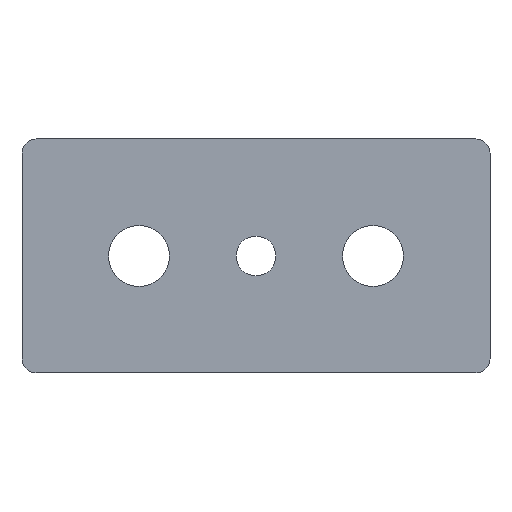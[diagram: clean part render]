
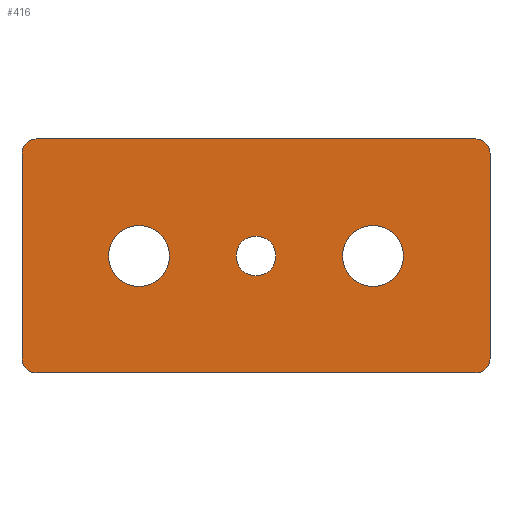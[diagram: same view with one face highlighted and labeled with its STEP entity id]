
A CAD part, front view. The second image highlights one B-rep face of the part: STEP entity #416.
In plain terms, the highlighted planar face has unit normal (0, -1, 0).
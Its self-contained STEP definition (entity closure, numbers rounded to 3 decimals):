
#2 = CARTESIAN_POINT ( 'NONE',  ( -50., 0., -25. ) ) ;
#3 = DIRECTION ( 'NONE',  ( 0., -1., 0. ) ) ;
#4 = DIRECTION ( 'NONE',  ( 0., 0., -1. ) ) ;
#44 = AXIS2_PLACEMENT_3D ( 'NONE', #114, #115, #116 ) ;
#45 = AXIS2_PLACEMENT_3D ( 'NONE', #117, #118, #119 ) ;
#46 = AXIS2_PLACEMENT_3D ( 'NONE', #120, #121, #122 ) ;
#47 = AXIS2_PLACEMENT_3D ( 'NONE', #123, #124, #125 ) ;
#48 = AXIS2_PLACEMENT_3D ( 'NONE', #126, #127, #128 ) ;
#49 = AXIS2_PLACEMENT_3D ( 'NONE', #129, #130, #131 ) ;
#50 = AXIS2_PLACEMENT_3D ( 'NONE', #133, #134, #135 ) ;
#66 = CARTESIAN_POINT ( 'NONE',  ( -50., 0., 25. ) ) ;
#67 = DIRECTION ( 'NONE',  ( 0., 0., 1. ) ) ;
#71 = CARTESIAN_POINT ( 'NONE',  ( -50., 0., 25. ) ) ;
#73 = DIRECTION ( 'NONE',  ( 1., 0., 0. ) ) ;
#79 = CARTESIAN_POINT ( 'NONE',  ( 50., 0., 25. ) ) ;
#80 = DIRECTION ( 'NONE',  ( 0., 0., -1. ) ) ;
#86 = CARTESIAN_POINT ( 'NONE',  ( -50., 0., -25. ) ) ;
#87 = DIRECTION ( 'NONE',  ( -1., 0., 0. ) ) ;
#114 = CARTESIAN_POINT ( 'NONE',  ( 0., 0., 0. ) ) ;
#115 = DIRECTION ( 'NONE',  ( 0., 1., 0. ) ) ;
#116 = DIRECTION ( 'NONE',  ( 0., 0., 1. ) ) ;
#117 = CARTESIAN_POINT ( 'NONE',  ( -25., 0., 0. ) ) ;
#118 = DIRECTION ( 'NONE',  ( 0., -1., 0. ) ) ;
#119 = DIRECTION ( 'NONE',  ( 0., 0., -1. ) ) ;
#120 = CARTESIAN_POINT ( 'NONE',  ( 25., 0., 0. ) ) ;
#121 = DIRECTION ( 'NONE',  ( 0., -1., 0. ) ) ;
#122 = DIRECTION ( 'NONE',  ( 0., 0., -1. ) ) ;
#123 = CARTESIAN_POINT ( 'NONE',  ( -47., 0., -22. ) ) ;
#124 = DIRECTION ( 'NONE',  ( 0., -1., 0. ) ) ;
#125 = DIRECTION ( 'NONE',  ( 0., 0., -1. ) ) ;
#126 = CARTESIAN_POINT ( 'NONE',  ( 47., 0., -22. ) ) ;
#127 = DIRECTION ( 'NONE',  ( 0., -1., 0. ) ) ;
#128 = DIRECTION ( 'NONE',  ( 0., 0., -1. ) ) ;
#129 = CARTESIAN_POINT ( 'NONE',  ( 47., 0., 22. ) ) ;
#130 = DIRECTION ( 'NONE',  ( 0., -1., 0. ) ) ;
#131 = DIRECTION ( 'NONE',  ( 0., 0., -1. ) ) ;
#133 = CARTESIAN_POINT ( 'NONE',  ( -47., 0., 22. ) ) ;
#134 = DIRECTION ( 'NONE',  ( 0., -1., 0. ) ) ;
#135 = DIRECTION ( 'NONE',  ( 0., 0., -1. ) ) ;
#149 = CARTESIAN_POINT ( 'NONE',  ( 0., 0., 4.25 ) ) ;
#150 = CARTESIAN_POINT ( 'NONE',  ( -25., 0., -6.5 ) ) ;
#151 = CARTESIAN_POINT ( 'NONE',  ( 25., 0., -6.5 ) ) ;
#176 = VERTEX_POINT ( 'NONE', #149 ) ;
#177 = VERTEX_POINT ( 'NONE', #150 ) ;
#178 = VERTEX_POINT ( 'NONE', #151 ) ;
#184 = LINE ( 'NONE', #66, #185 ) ;
#185 = VECTOR ( 'NONE', #67, 1000. ) ;
#188 = LINE ( 'NONE', #71, #192 ) ;
#192 = VECTOR ( 'NONE', #73, 1000. ) ;
#197 = LINE ( 'NONE', #79, #200 ) ;
#200 = VECTOR ( 'NONE', #80, 1000. ) ;
#205 = LINE ( 'NONE', #86, #207 ) ;
#207 = VECTOR ( 'NONE', #87, 1000. ) ;
#220 = CIRCLE ( 'NONE', #44, 4.25 ) ;
#221 = CIRCLE ( 'NONE', #45, 6.5 ) ;
#223 = CIRCLE ( 'NONE', #46, 6.5 ) ;
#225 = CIRCLE ( 'NONE', #47, 3. ) ;
#226 = CIRCLE ( 'NONE', #49, 3. ) ;
#227 = CIRCLE ( 'NONE', #48, 3. ) ;
#228 = CIRCLE ( 'NONE', #50, 3. ) ;
#254 = FACE_BOUND ( 'NONE', #295, .T. ) ;
#256 = FACE_OUTER_BOUND ( 'NONE', #285, .T. ) ;
#258 = FACE_BOUND ( 'NONE', #306, .T. ) ;
#275 = FACE_BOUND ( 'NONE', #315, .T. ) ;
#282 = PLANE ( 'NONE',  #535 ) ;
#283 = VERTEX_POINT ( 'NONE', #431 ) ;
#285 = EDGE_LOOP ( 'NONE', ( #347, #348, #349, #350, #351, #352, #353, #354 ) ) ;
#292 = VERTEX_POINT ( 'NONE', #428 ) ;
#293 = VERTEX_POINT ( 'NONE', #430 ) ;
#295 = EDGE_LOOP ( 'NONE', ( #346 ) ) ;
#297 = VERTEX_POINT ( 'NONE', #424 ) ;
#298 = VERTEX_POINT ( 'NONE', #433 ) ;
#301 = VERTEX_POINT ( 'NONE', #435 ) ;
#304 = VERTEX_POINT ( 'NONE', #438 ) ;
#305 = VERTEX_POINT ( 'NONE', #439 ) ;
#306 = EDGE_LOOP ( 'NONE', ( #344 ) ) ;
#315 = EDGE_LOOP ( 'NONE', ( #345 ) ) ;
#344 = ORIENTED_EDGE ( 'NONE', *, *, #508, .T. ) ;
#345 = ORIENTED_EDGE ( 'NONE', *, *, #509, .F. ) ;
#346 = ORIENTED_EDGE ( 'NONE', *, *, #510, .F. ) ;
#347 = ORIENTED_EDGE ( 'NONE', *, *, #486, .F. ) ;
#348 = ORIENTED_EDGE ( 'NONE', *, *, #511, .T. ) ;
#349 = ORIENTED_EDGE ( 'NONE', *, *, #497, .F. ) ;
#350 = ORIENTED_EDGE ( 'NONE', *, *, #512, .T. ) ;
#351 = ORIENTED_EDGE ( 'NONE', *, *, #493, .F. ) ;
#352 = ORIENTED_EDGE ( 'NONE', *, *, #513, .T. ) ;
#353 = ORIENTED_EDGE ( 'NONE', *, *, #489, .F. ) ;
#354 = ORIENTED_EDGE ( 'NONE', *, *, #514, .T. ) ;
#416 = ADVANCED_FACE ( 'NONE', ( #258, #275, #254, #256 ), #282, .T. ) ;
#424 = CARTESIAN_POINT ( 'NONE',  ( 47., 0., -25. ) ) ;
#428 = CARTESIAN_POINT ( 'NONE',  ( -50., 0., 22. ) ) ;
#430 = CARTESIAN_POINT ( 'NONE',  ( 50., 0., 22. ) ) ;
#431 = CARTESIAN_POINT ( 'NONE',  ( -47., 0., -25. ) ) ;
#433 = CARTESIAN_POINT ( 'NONE',  ( 50., 0., -22. ) ) ;
#435 = CARTESIAN_POINT ( 'NONE',  ( -47., 0., 25. ) ) ;
#438 = CARTESIAN_POINT ( 'NONE',  ( 47., 0., 25. ) ) ;
#439 = CARTESIAN_POINT ( 'NONE',  ( -50., 0., -22. ) ) ;
#486 = EDGE_CURVE ( 'NONE', #305, #292, #184, .T. ) ;
#489 = EDGE_CURVE ( 'NONE', #301, #304, #188, .T. ) ;
#493 = EDGE_CURVE ( 'NONE', #293, #298, #197, .T. ) ;
#497 = EDGE_CURVE ( 'NONE', #297, #283, #205, .T. ) ;
#508 = EDGE_CURVE ( 'NONE', #176, #176, #220, .T. ) ;
#509 = EDGE_CURVE ( 'NONE', #177, #177, #221, .T. ) ;
#510 = EDGE_CURVE ( 'NONE', #178, #178, #223, .T. ) ;
#511 = EDGE_CURVE ( 'NONE', #305, #283, #225, .T. ) ;
#512 = EDGE_CURVE ( 'NONE', #297, #298, #227, .T. ) ;
#513 = EDGE_CURVE ( 'NONE', #293, #304, #226, .T. ) ;
#514 = EDGE_CURVE ( 'NONE', #301, #292, #228, .T. ) ;
#535 = AXIS2_PLACEMENT_3D ( 'NONE', #2, #3, #4 ) ;
